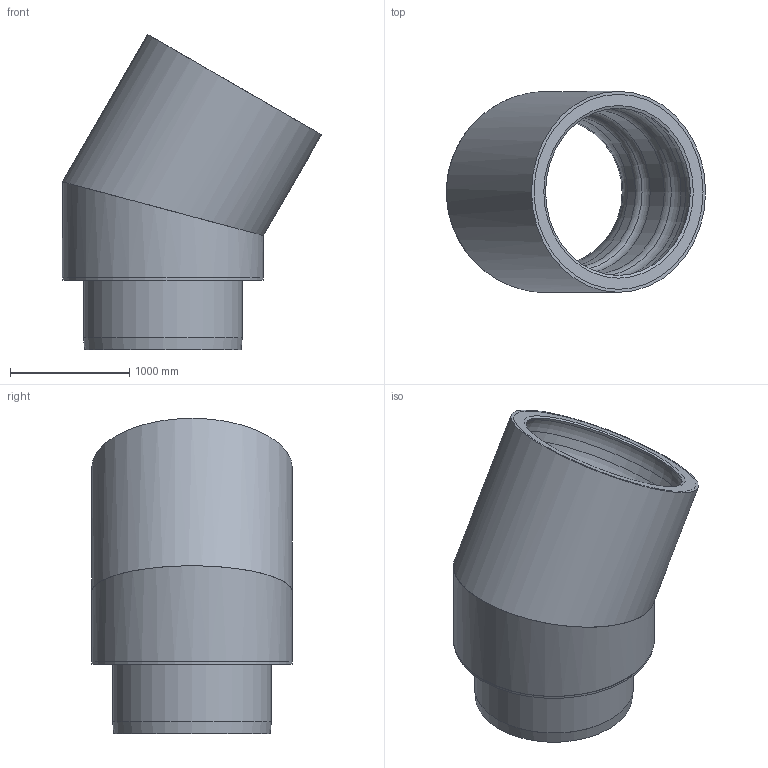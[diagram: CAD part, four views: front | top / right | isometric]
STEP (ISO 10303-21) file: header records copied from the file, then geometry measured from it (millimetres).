
FILE_DESCRIPTION(/* description */ (''),/* implementation_level */ '2;1');
FILE_NAME(/* name */ '58033.125X_3D.stp',/* time_stamp */ '2026-03-31T10:59:06+02:00',/* author */ ('c.rudolph'),/* organization */ (''),/* preprocessor_version */ 'ST-DEVELOPER v20.1',/* originating_system */ 'AutoCAD Mechanical',/* authorisation */ '');
FILE_SCHEMA (('AUTOMOTIVE_DESIGN { 1 0 10303 214 3 1 1 }'));
Length unit declared in the file: centimetre
Products named in the file (2): Product; *S0
Assembly tree (1 placements, depth 2):
  Product
    *S0
Bounding box: 2170.26 x 1683 x 2639.98 mm (x, y, z)
Volume: 1520375281.8 mm3; surface area: 62753216.3 mm2
Topology: 7 solids, 7 shells, 102 faces, 236 edges, 154 vertices
Faces by surface type: cylinder 36, plane 24, torus 22, cone 20
Full cylindrical faces by diameter (mm): 100 x2, 1280 x2, 1330 x5, 1380 x1, 1430 x2, 1470 x1, 1520 x3, 1623 x2, 1633 x5, 1680 x1, 1683 x2
Entity records: 3880 total; most frequent: CARTESIAN_POINT 1358, DIRECTION 571, ORIENTED_EDGE 466, AXIS2_PLACEMENT_3D 258, EDGE_CURVE 233, VERTEX_POINT 148, CIRCLE 147, EDGE_LOOP 127
